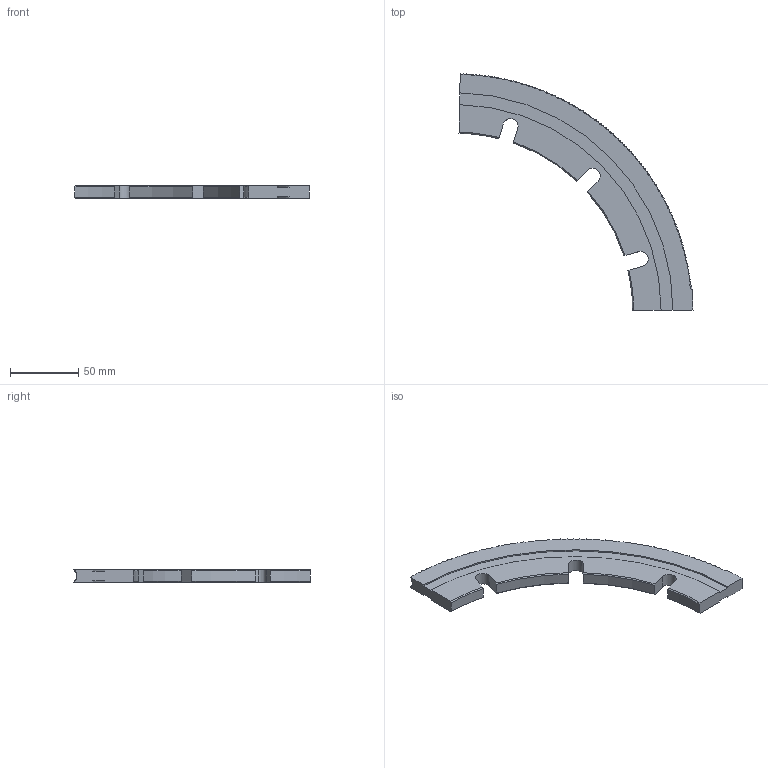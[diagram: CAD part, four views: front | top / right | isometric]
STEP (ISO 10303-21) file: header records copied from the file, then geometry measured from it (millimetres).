
FILE_DESCRIPTION (( 'STEP AP203' ), '1' );
FILE_NAME ('M5460-S.STEP', '2022-04-25T21:26:43', ( '' ), ( '' ), 'SwSTEP 2.0', 'SolidWorks 2020', '' );
FILE_SCHEMA (( 'CONFIG_CONTROL_DESIGN' ));
Length unit declared in the file: inch
Products named in the file (1): M5460-S
Bounding box: 172.02 x 174 x 9.49 mm (x, y, z)
Volume: 84073.7 mm3; surface area: 26694.4 mm2
Topology: 1 solids, 1 shells, 149 faces, 441 edges, 294 vertices
Faces by surface type: sphere 110, cylinder 15, plane 14, cone 8, torus 2
Entity records: 6919 total; most frequent: CARTESIAN_POINT 2835, ORIENTED_EDGE 882, DIRECTION 880, EDGE_CURVE 441, AXIS2_PLACEMENT_3D 413, VERTEX_POINT 294, CIRCLE 263, EDGE_LOOP 149
